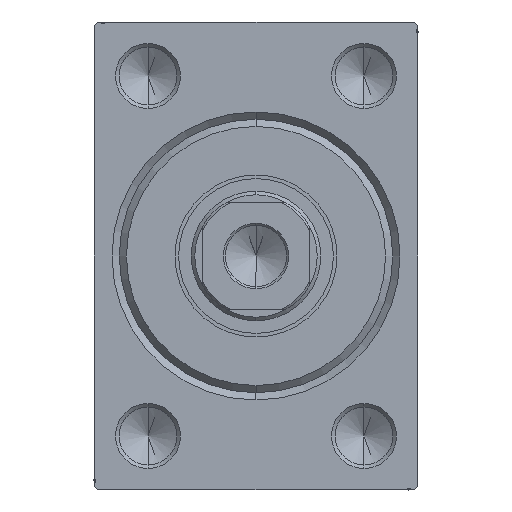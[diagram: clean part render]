
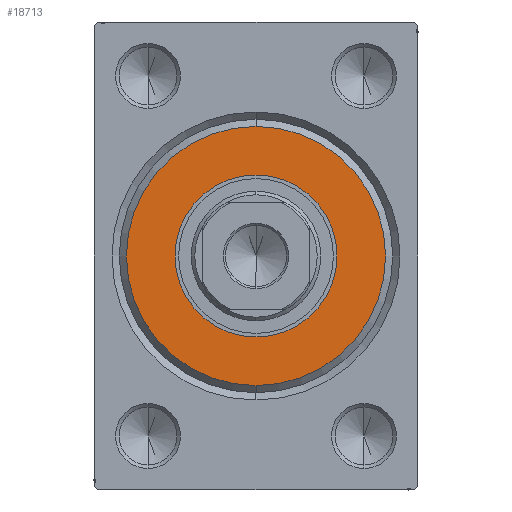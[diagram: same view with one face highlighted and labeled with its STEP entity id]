
A CAD part, left-side view. The second image highlights one B-rep face of the part: STEP entity #18713.
In plain terms, the highlighted face is planar.
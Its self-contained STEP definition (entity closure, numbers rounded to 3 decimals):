
#254 = VERTEX_POINT ( 'NONE', #16222 ) ;
#584 = VERTEX_POINT ( 'NONE', #27800 ) ;
#1743 = VERTEX_POINT ( 'NONE', #42832 ) ;
#2711 = EDGE_CURVE ( 'NONE', #1743, #9084, #36128, .T. ) ;
#2732 = ORIENTED_EDGE ( 'NONE', *, *, #16988, .F. ) ;
#4307 = AXIS2_PLACEMENT_3D ( 'NONE', #5831, #40166, #38894 ) ;
#4784 = DIRECTION ( 'NONE',  ( 1., 0., 0. ) ) ;
#5831 = CARTESIAN_POINT ( 'NONE',  ( 3., 0., 0. ) ) ;
#8993 = DIRECTION ( 'NONE',  ( 0., 0., -1. ) ) ;
#9084 = VERTEX_POINT ( 'NONE', #29271 ) ;
#9934 = AXIS2_PLACEMENT_3D ( 'NONE', #26039, #39729, #8993 ) ;
#10301 = EDGE_LOOP ( 'NONE', ( #2732, #28783 ) ) ;
#12327 = AXIS2_PLACEMENT_3D ( 'NONE', #28348, #4784, #31058 ) ;
#16222 = CARTESIAN_POINT ( 'NONE',  ( 3., 0., -11.25 ) ) ;
#16988 = EDGE_CURVE ( 'NONE', #254, #584, #35684, .T. ) ;
#18713 = ADVANCED_FACE ( 'NONE', ( #26477, #32781 ), #32563, .T. ) ;
#19275 = EDGE_LOOP ( 'NONE', ( #25314, #37022 ) ) ;
#23647 = CIRCLE ( 'NONE', #4307, 18. ) ;
#24904 = AXIS2_PLACEMENT_3D ( 'NONE', #33622, #29556, #28739 ) ;
#25280 = CARTESIAN_POINT ( 'NONE',  ( 3., 0., 0. ) ) ;
#25314 = ORIENTED_EDGE ( 'NONE', *, *, #2711, .T. ) ;
#26039 = CARTESIAN_POINT ( 'NONE',  ( 3., 0., 0. ) ) ;
#26477 = FACE_OUTER_BOUND ( 'NONE', #19275, .T. ) ;
#27800 = CARTESIAN_POINT ( 'NONE',  ( 3., 0., 11.25 ) ) ;
#28230 = EDGE_CURVE ( 'NONE', #9084, #1743, #23647, .T. ) ;
#28348 = CARTESIAN_POINT ( 'NONE',  ( 3., 0., 0. ) ) ;
#28739 = DIRECTION ( 'NONE',  ( 0., 0., -1. ) ) ;
#28783 = ORIENTED_EDGE ( 'NONE', *, *, #34573, .F. ) ;
#29271 = CARTESIAN_POINT ( 'NONE',  ( 3., 0., -18. ) ) ;
#29556 = DIRECTION ( 'NONE',  ( 1., 0., 0. ) ) ;
#31058 = DIRECTION ( 'NONE',  ( 0., 0., -1. ) ) ;
#31668 = CIRCLE ( 'NONE', #12327, 11.25 ) ;
#32563 = PLANE ( 'NONE',  #9934 ) ;
#32781 = FACE_BOUND ( 'NONE', #10301, .T. ) ;
#33622 = CARTESIAN_POINT ( 'NONE',  ( 3., 0., 0. ) ) ;
#34573 = EDGE_CURVE ( 'NONE', #584, #254, #31668, .T. ) ;
#34955 = DIRECTION ( 'NONE',  ( 1., 0., 0. ) ) ;
#35404 = DIRECTION ( 'NONE',  ( 0., 0., -1. ) ) ;
#35684 = CIRCLE ( 'NONE', #24904, 11.25 ) ;
#36128 = CIRCLE ( 'NONE', #43300, 18. ) ;
#37022 = ORIENTED_EDGE ( 'NONE', *, *, #28230, .T. ) ;
#38894 = DIRECTION ( 'NONE',  ( 0., 0., -1. ) ) ;
#39729 = DIRECTION ( 'NONE',  ( 1., 0., 0. ) ) ;
#40166 = DIRECTION ( 'NONE',  ( 1., 0., 0. ) ) ;
#42832 = CARTESIAN_POINT ( 'NONE',  ( 3., 0., 18. ) ) ;
#43300 = AXIS2_PLACEMENT_3D ( 'NONE', #25280, #34955, #35404 ) ;
